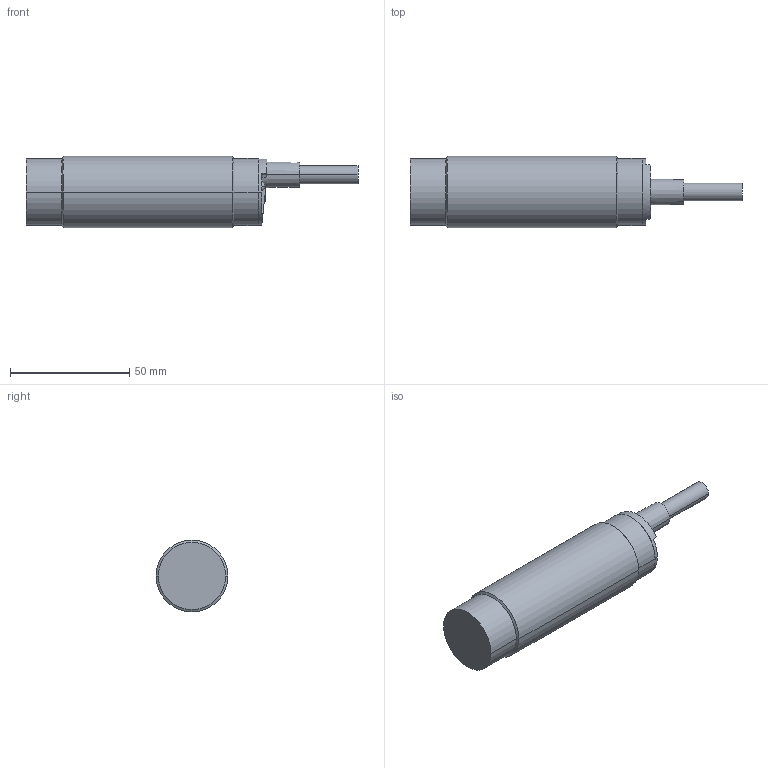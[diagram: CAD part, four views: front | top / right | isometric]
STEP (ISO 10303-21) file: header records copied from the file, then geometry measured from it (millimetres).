
FILE_DESCRIPTION(('Creo Elements/Direct Modeling STEP Export'),'2;1');
FILE_NAME('CA30CLN12MU.stp','2019-01-22T12:50:42',('Palle Edslev '),('EDSLEV A/S'),'Creo Elements/Direct Modeling STEP processor for AP214 (Solid Model)','Creo Elements/Direct Modeling 18.1H 24-Oct-2015 (C) Parametric Technology GmbH','');
FILE_SCHEMA(('AUTOMOTIVE_DESIGN { 1 0 10303 214 1 1 1 1 }'));
Length unit declared in the file: millimetre
Products named in the file (1): CA30CLN12MU
Bounding box: 139 x 30 x 30 mm (x, y, z)
Volume: 69957.6 mm3; surface area: 12546.2 mm2
Topology: 1 solids, 1 shells, 85 faces, 214 edges, 138 vertices
Faces by surface type: plane 36, cylinder 22, cone 20, bspline 5, sphere 2
Entity records: 4681 total; most frequent: CARTESIAN_POINT 2789, ORIENTED_EDGE 424, DIRECTION 342, EDGE_CURVE 212, VERTEX_POINT 138, AXIS2_PLACEMENT_3D 130, EDGE_LOOP 94, FACE_OUTER_BOUND 85
